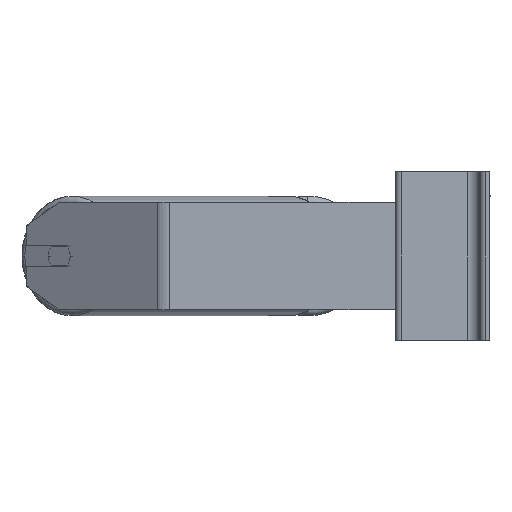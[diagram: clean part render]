
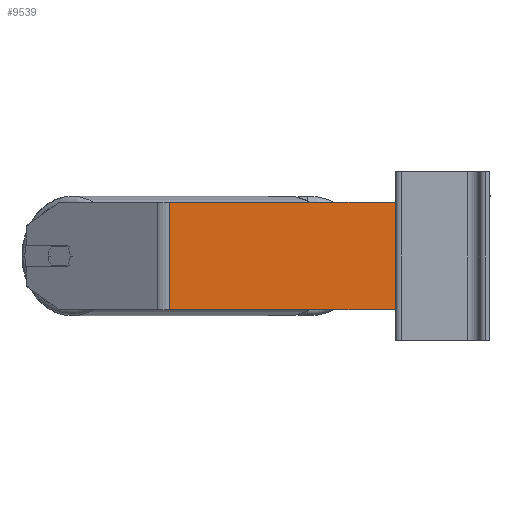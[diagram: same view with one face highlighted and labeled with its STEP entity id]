
A CAD part, left-side view. The second image highlights one B-rep face of the part: STEP entity #9539.
In plain terms, the highlighted planar face has unit normal (-1, 0, 0).
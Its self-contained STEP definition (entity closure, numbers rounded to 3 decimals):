
#1082 = VECTOR ( 'NONE', #2706, 1000. ) ;
#1087 = DIRECTION ( 'NONE',  ( 0., 1., 0. ) ) ;
#1219 = ORIENTED_EDGE ( 'NONE', *, *, #2741, .F. ) ;
#1403 = VECTOR ( 'NONE', #5851, 1000. ) ;
#1455 = DIRECTION ( 'NONE',  ( 0., 0., -1. ) ) ;
#2364 = CARTESIAN_POINT ( 'NONE',  ( -488., 185.882, 40. ) ) ;
#2706 = DIRECTION ( 'NONE',  ( 0., 0., -1. ) ) ;
#2741 = EDGE_CURVE ( 'NONE', #6973, #6952, #4922, .T. ) ;
#3085 = VERTEX_POINT ( 'NONE', #6444 ) ;
#3844 = FACE_OUTER_BOUND ( 'NONE', #9234, .T. ) ;
#3935 = DIRECTION ( 'NONE',  ( 0., -1., 0. ) ) ;
#4056 = CARTESIAN_POINT ( 'NONE',  ( -488., 18., 40. ) ) ;
#4857 = CARTESIAN_POINT ( 'NONE',  ( -488., 18., 40. ) ) ;
#4922 = LINE ( 'NONE', #4978, #9982 ) ;
#4978 = CARTESIAN_POINT ( 'NONE',  ( -488., 190.926, 40. ) ) ;
#5282 = CARTESIAN_POINT ( 'NONE',  ( -488., 190.926, 40. ) ) ;
#5388 = EDGE_CURVE ( 'NONE', #7968, #3085, #7500, .T. ) ;
#5446 = CARTESIAN_POINT ( 'NONE',  ( -488., 185.882, -40. ) ) ;
#5851 = DIRECTION ( 'NONE',  ( 0., -1., 0. ) ) ;
#5901 = EDGE_CURVE ( 'NONE', #6952, #3085, #10636, .T. ) ;
#6152 = DIRECTION ( 'NONE',  ( 1., 0., 0. ) ) ;
#6444 = CARTESIAN_POINT ( 'NONE',  ( -488., 18., -40. ) ) ;
#6952 = VERTEX_POINT ( 'NONE', #4056 ) ;
#6963 = ORIENTED_EDGE ( 'NONE', *, *, #5388, .T. ) ;
#6973 = VERTEX_POINT ( 'NONE', #2364 ) ;
#7500 = LINE ( 'NONE', #9723, #1403 ) ;
#7506 = ORIENTED_EDGE ( 'NONE', *, *, #9460, .T. ) ;
#7968 = VERTEX_POINT ( 'NONE', #5446 ) ;
#8528 = LINE ( 'NONE', #10236, #1082 ) ;
#8610 = VECTOR ( 'NONE', #1455, 1000. ) ;
#9234 = EDGE_LOOP ( 'NONE', ( #6963, #9783, #1219, #7506 ) ) ;
#9460 = EDGE_CURVE ( 'NONE', #6973, #7968, #8528, .T. ) ;
#9510 = PLANE ( 'NONE',  #10258 ) ;
#9539 = ADVANCED_FACE ( 'NONE', ( #3844 ), #9510, .F. ) ;
#9723 = CARTESIAN_POINT ( 'NONE',  ( -488., 190.926, -40. ) ) ;
#9783 = ORIENTED_EDGE ( 'NONE', *, *, #5901, .F. ) ;
#9982 = VECTOR ( 'NONE', #3935, 1000. ) ;
#10236 = CARTESIAN_POINT ( 'NONE',  ( -488., 185.882, 40. ) ) ;
#10258 = AXIS2_PLACEMENT_3D ( 'NONE', #5282, #6152, #1087 ) ;
#10636 = LINE ( 'NONE', #4857, #8610 ) ;
